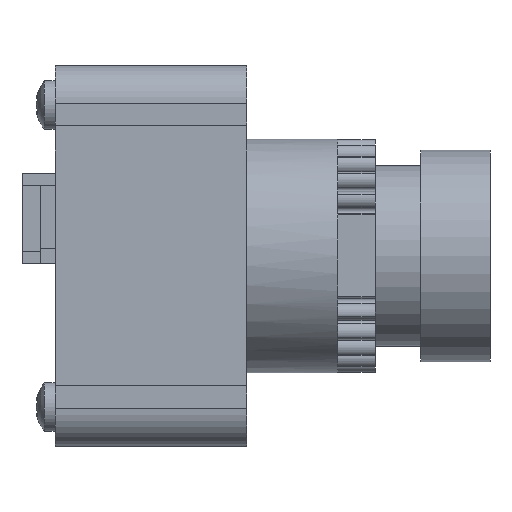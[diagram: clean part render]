
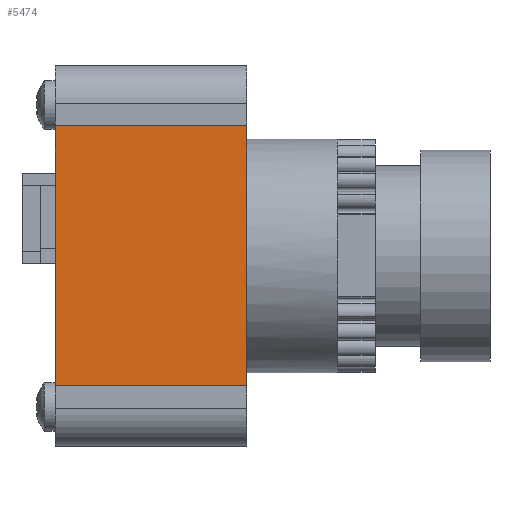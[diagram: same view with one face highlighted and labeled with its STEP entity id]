
A CAD part, top view. The second image highlights one B-rep face of the part: STEP entity #5474.
In plain terms, the highlighted planar face has unit normal (0, 0, 1).
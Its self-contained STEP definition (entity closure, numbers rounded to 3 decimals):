
#4487 = PLANE('',#4488);
#4488 = AXIS2_PLACEMENT_3D('',#4489,#4490,#4491);
#4489 = CARTESIAN_POINT('',(44.7,0.,-29.));
#4490 = DIRECTION('',(1.,0.,0.));
#4491 = DIRECTION('',(0.,-1.,0.));
#4542 = PLANE('',#4543);
#4543 = AXIS2_PLACEMENT_3D('',#4544,#4545,#4546);
#4544 = CARTESIAN_POINT('',(32.,0.,-29.));
#4545 = DIRECTION('',(1.,0.,0.));
#4546 = DIRECTION('',(0.,-1.,0.));
#4673 = PLANE('',#4674);
#4674 = AXIS2_PLACEMENT_3D('',#4675,#4676,#4677);
#4675 = CARTESIAN_POINT('',(32.,8.6,-26.5));
#4676 = DIRECTION('',(0.,-1.,0.));
#4677 = DIRECTION('',(0.,0.,1.));
#4712 = VERTEX_POINT('',#4713);
#4713 = CARTESIAN_POINT('',(32.,8.6,-20.2));
#4734 = EDGE_CURVE('',#4712,#4735,#4737,.T.);
#4735 = VERTEX_POINT('',#4736);
#4736 = CARTESIAN_POINT('',(32.,-8.6,-20.2));
#4737 = SURFACE_CURVE('',#4738,(#4742,#4749),.PCURVE_S1.);
#4738 = LINE('',#4739,#4740);
#4739 = CARTESIAN_POINT('',(32.,8.6,-20.2));
#4740 = VECTOR('',#4741,1.);
#4741 = DIRECTION('',(0.,-1.,0.));
#4742 = PCURVE('',#4542,#4743);
#4743 = DEFINITIONAL_REPRESENTATION('',(#4744),#4748);
#4744 = LINE('',#4745,#4746);
#4745 = CARTESIAN_POINT('',(-8.6,-8.8));
#4746 = VECTOR('',#4747,1.);
#4747 = DIRECTION('',(1.,0.));
#4748 = ( GEOMETRIC_REPRESENTATION_CONTEXT(2) 
PARAMETRIC_REPRESENTATION_CONTEXT() REPRESENTATION_CONTEXT('2D SPACE',''
  ) );
#4749 = PCURVE('',#4750,#4755);
#4750 = PLANE('',#4751);
#4751 = AXIS2_PLACEMENT_3D('',#4752,#4753,#4754);
#4752 = CARTESIAN_POINT('',(32.,8.6,-20.2));
#4753 = DIRECTION('',(0.,0.,-1.));
#4754 = DIRECTION('',(0.,-1.,0.));
#4755 = DEFINITIONAL_REPRESENTATION('',(#4756),#4760);
#4756 = LINE('',#4757,#4758);
#4757 = CARTESIAN_POINT('',(0.,0.));
#4758 = VECTOR('',#4759,1.);
#4759 = DIRECTION('',(1.,0.));
#4760 = ( GEOMETRIC_REPRESENTATION_CONTEXT(2) 
PARAMETRIC_REPRESENTATION_CONTEXT() REPRESENTATION_CONTEXT('2D SPACE',''
  ) );
#4778 = PLANE('',#4779);
#4779 = AXIS2_PLACEMENT_3D('',#4780,#4781,#4782);
#4780 = CARTESIAN_POINT('',(32.,-8.6,-20.2));
#4781 = DIRECTION('',(0.,1.,0.));
#4782 = DIRECTION('',(0.,0.,-1.));
#5021 = VERTEX_POINT('',#5022);
#5022 = CARTESIAN_POINT('',(44.7,8.6,-20.2));
#5043 = EDGE_CURVE('',#5021,#5044,#5046,.T.);
#5044 = VERTEX_POINT('',#5045);
#5045 = CARTESIAN_POINT('',(44.7,-8.6,-20.2));
#5046 = SURFACE_CURVE('',#5047,(#5051,#5058),.PCURVE_S1.);
#5047 = LINE('',#5048,#5049);
#5048 = CARTESIAN_POINT('',(44.7,8.6,-20.2));
#5049 = VECTOR('',#5050,1.);
#5050 = DIRECTION('',(0.,-1.,0.));
#5051 = PCURVE('',#4487,#5052);
#5052 = DEFINITIONAL_REPRESENTATION('',(#5053),#5057);
#5053 = LINE('',#5054,#5055);
#5054 = CARTESIAN_POINT('',(-8.6,-8.8));
#5055 = VECTOR('',#5056,1.);
#5056 = DIRECTION('',(1.,0.));
#5057 = ( GEOMETRIC_REPRESENTATION_CONTEXT(2) 
PARAMETRIC_REPRESENTATION_CONTEXT() REPRESENTATION_CONTEXT('2D SPACE',''
  ) );
#5058 = PCURVE('',#4750,#5059);
#5059 = DEFINITIONAL_REPRESENTATION('',(#5060),#5064);
#5060 = LINE('',#5061,#5062);
#5061 = CARTESIAN_POINT('',(0.,-12.7));
#5062 = VECTOR('',#5063,1.);
#5063 = DIRECTION('',(1.,0.));
#5064 = ( GEOMETRIC_REPRESENTATION_CONTEXT(2) 
PARAMETRIC_REPRESENTATION_CONTEXT() REPRESENTATION_CONTEXT('2D SPACE',''
  ) );
#5426 = EDGE_CURVE('',#4712,#5021,#5427,.T.);
#5427 = SURFACE_CURVE('',#5428,(#5432,#5439),.PCURVE_S1.);
#5428 = LINE('',#5429,#5430);
#5429 = CARTESIAN_POINT('',(32.,8.6,-20.2));
#5430 = VECTOR('',#5431,1.);
#5431 = DIRECTION('',(1.,0.,0.));
#5432 = PCURVE('',#4673,#5433);
#5433 = DEFINITIONAL_REPRESENTATION('',(#5434),#5438);
#5434 = LINE('',#5435,#5436);
#5435 = CARTESIAN_POINT('',(6.3,0.));
#5436 = VECTOR('',#5437,1.);
#5437 = DIRECTION('',(0.,-1.));
#5438 = ( GEOMETRIC_REPRESENTATION_CONTEXT(2) 
PARAMETRIC_REPRESENTATION_CONTEXT() REPRESENTATION_CONTEXT('2D SPACE',''
  ) );
#5439 = PCURVE('',#4750,#5440);
#5440 = DEFINITIONAL_REPRESENTATION('',(#5441),#5445);
#5441 = LINE('',#5442,#5443);
#5442 = CARTESIAN_POINT('',(0.,0.));
#5443 = VECTOR('',#5444,1.);
#5444 = DIRECTION('',(0.,-1.));
#5445 = ( GEOMETRIC_REPRESENTATION_CONTEXT(2) 
PARAMETRIC_REPRESENTATION_CONTEXT() REPRESENTATION_CONTEXT('2D SPACE',''
  ) );
#5474 = ADVANCED_FACE('',(#5475),#4750,.F.);
#5475 = FACE_BOUND('',#5476,.F.);
#5476 = EDGE_LOOP('',(#5477,#5478,#5479,#5500));
#5477 = ORIENTED_EDGE('',*,*,#5426,.T.);
#5478 = ORIENTED_EDGE('',*,*,#5043,.T.);
#5479 = ORIENTED_EDGE('',*,*,#5480,.F.);
#5480 = EDGE_CURVE('',#4735,#5044,#5481,.T.);
#5481 = SURFACE_CURVE('',#5482,(#5486,#5493),.PCURVE_S1.);
#5482 = LINE('',#5483,#5484);
#5483 = CARTESIAN_POINT('',(32.,-8.6,-20.2));
#5484 = VECTOR('',#5485,1.);
#5485 = DIRECTION('',(1.,0.,0.));
#5486 = PCURVE('',#4750,#5487);
#5487 = DEFINITIONAL_REPRESENTATION('',(#5488),#5492);
#5488 = LINE('',#5489,#5490);
#5489 = CARTESIAN_POINT('',(17.2,0.));
#5490 = VECTOR('',#5491,1.);
#5491 = DIRECTION('',(0.,-1.));
#5492 = ( GEOMETRIC_REPRESENTATION_CONTEXT(2) 
PARAMETRIC_REPRESENTATION_CONTEXT() REPRESENTATION_CONTEXT('2D SPACE',''
  ) );
#5493 = PCURVE('',#4778,#5494);
#5494 = DEFINITIONAL_REPRESENTATION('',(#5495),#5499);
#5495 = LINE('',#5496,#5497);
#5496 = CARTESIAN_POINT('',(0.,0.));
#5497 = VECTOR('',#5498,1.);
#5498 = DIRECTION('',(0.,-1.));
#5499 = ( GEOMETRIC_REPRESENTATION_CONTEXT(2) 
PARAMETRIC_REPRESENTATION_CONTEXT() REPRESENTATION_CONTEXT('2D SPACE',''
  ) );
#5500 = ORIENTED_EDGE('',*,*,#4734,.F.);
